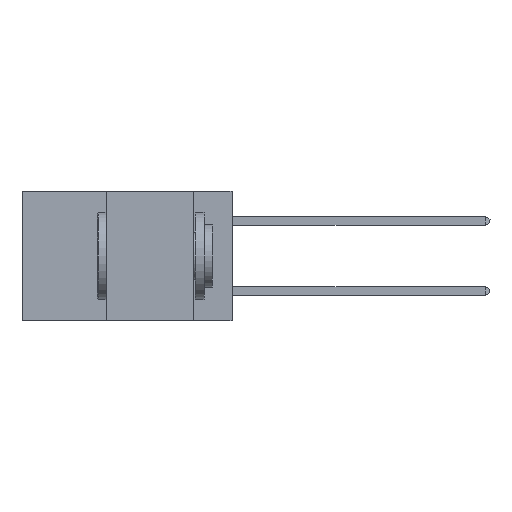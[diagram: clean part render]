
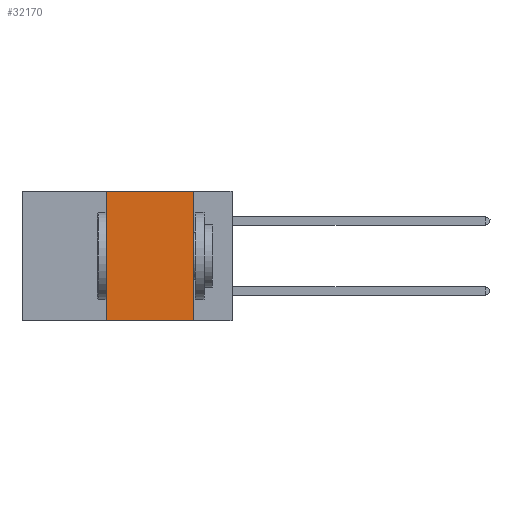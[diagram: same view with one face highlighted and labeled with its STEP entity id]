
A CAD part, left-side view. The second image highlights one B-rep face of the part: STEP entity #32170.
In plain terms, the highlighted planar face has unit normal (-1, 0, 0).
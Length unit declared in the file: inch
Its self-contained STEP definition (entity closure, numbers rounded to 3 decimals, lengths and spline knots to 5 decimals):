
#269 = ORIENTED_EDGE ( 'NONE', *, *, #31135, .F. ) ;
#636 = DIRECTION ( 'NONE',  ( 0., -1., 0. ) ) ;
#1360 = CARTESIAN_POINT ( 'NONE',  ( 0., 0.11, -0.37 ) ) ;
#2294 = VECTOR ( 'NONE', #636, 39.37008 ) ;
#3319 = DIRECTION ( 'NONE',  ( 0., 0., -1. ) ) ;
#5392 = ORIENTED_EDGE ( 'NONE', *, *, #35450, .F. ) ;
#7138 = CARTESIAN_POINT ( 'NONE',  ( 0., 0.36, -0.37 ) ) ;
#7704 = LINE ( 'NONE', #9773, #2294 ) ;
#7838 = VERTEX_POINT ( 'NONE', #12545 ) ;
#8673 = CARTESIAN_POINT ( 'NONE',  ( 0., 0.11, 0. ) ) ;
#9773 = CARTESIAN_POINT ( 'NONE',  ( 0., 0.6, 0. ) ) ;
#10557 = LINE ( 'NONE', #12975, #14564 ) ;
#12545 = CARTESIAN_POINT ( 'NONE',  ( 0., 0.36, 0. ) ) ;
#12566 = DIRECTION ( 'NONE',  ( 1., 0., 0. ) ) ;
#12975 = CARTESIAN_POINT ( 'NONE',  ( 0., 0.6, -0.37 ) ) ;
#13185 = LINE ( 'NONE', #26143, #30402 ) ;
#14564 = VECTOR ( 'NONE', #22187, 39.37008 ) ;
#15497 = PLANE ( 'NONE',  #31059 ) ;
#18262 = VERTEX_POINT ( 'NONE', #1360 ) ;
#22187 = DIRECTION ( 'NONE',  ( 0., -1., 0. ) ) ;
#24157 = CARTESIAN_POINT ( 'NONE',  ( 0., 0.36, 0. ) ) ;
#24317 = LINE ( 'NONE', #24157, #36659 ) ;
#25000 = EDGE_CURVE ( 'NONE', #40496, #18262, #13185, .T. ) ;
#26143 = CARTESIAN_POINT ( 'NONE',  ( 0., 0.11, 0. ) ) ;
#29298 = DIRECTION ( 'NONE',  ( 0., 0., -1. ) ) ;
#29396 = ORIENTED_EDGE ( 'NONE', *, *, #36754, .T. ) ;
#30402 = VECTOR ( 'NONE', #29298, 39.37008 ) ;
#31059 = AXIS2_PLACEMENT_3D ( 'NONE', #31304, #12566, #3319 ) ;
#31135 = EDGE_CURVE ( 'NONE', #39683, #7838, #24317, .T. ) ;
#31304 = CARTESIAN_POINT ( 'NONE',  ( 0., 0.6, 0. ) ) ;
#32170 = ADVANCED_FACE ( 'NONE', ( #39499 ), #15497, .F. ) ;
#33105 = ORIENTED_EDGE ( 'NONE', *, *, #25000, .F. ) ;
#35450 = EDGE_CURVE ( 'NONE', #7838, #40496, #7704, .T. ) ;
#36659 = VECTOR ( 'NONE', #37111, 39.37008 ) ;
#36754 = EDGE_CURVE ( 'NONE', #39683, #18262, #10557, .T. ) ;
#37111 = DIRECTION ( 'NONE',  ( 0., 0., 1. ) ) ;
#39499 = FACE_OUTER_BOUND ( 'NONE', #40370, .T. ) ;
#39683 = VERTEX_POINT ( 'NONE', #7138 ) ;
#40370 = EDGE_LOOP ( 'NONE', ( #33105, #5392, #269, #29396 ) ) ;
#40496 = VERTEX_POINT ( 'NONE', #8673 ) ;
